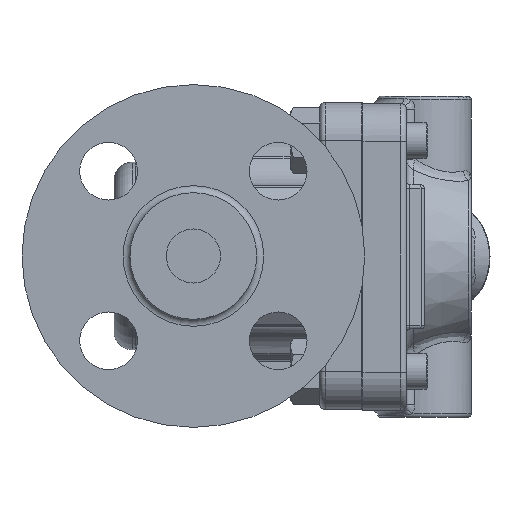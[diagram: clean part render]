
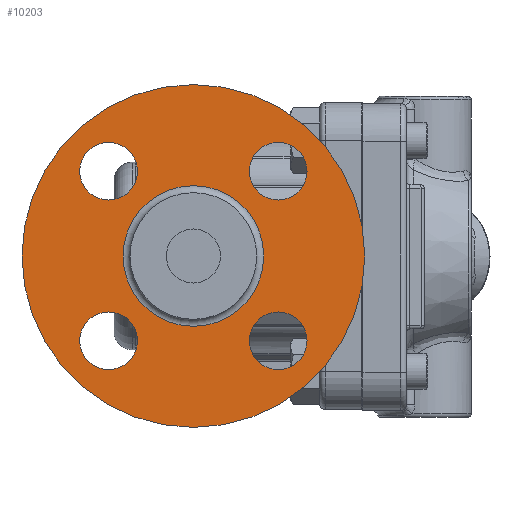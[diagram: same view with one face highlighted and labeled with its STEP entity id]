
A CAD part, left-side view. The second image highlights one B-rep face of the part: STEP entity #10203.
In plain terms, the highlighted planar face has unit normal (-1, 0, 0).
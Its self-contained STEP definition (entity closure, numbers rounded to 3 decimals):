
#745=FACE_BOUND('',#3308,.T.);
#746=FACE_BOUND('',#3309,.T.);
#747=FACE_BOUND('',#3310,.T.);
#748=FACE_BOUND('',#3311,.T.);
#749=FACE_BOUND('',#3312,.T.);
#2661=FACE_OUTER_BOUND('',#3307,.T.);
#3307=EDGE_LOOP('',(#9261));
#3308=EDGE_LOOP('',(#9262));
#3309=EDGE_LOOP('',(#9263));
#3310=EDGE_LOOP('',(#9264));
#3311=EDGE_LOOP('',(#9265));
#3312=EDGE_LOOP('',(#9266));
#3804=CIRCLE('',#11235,47.5);
#3806=CIRCLE('',#11239,8.);
#3808=CIRCLE('',#11242,8.);
#3810=CIRCLE('',#11245,8.);
#3812=CIRCLE('',#11248,8.);
#3814=CIRCLE('',#11251,19.486);
#4750=VERTEX_POINT('',#22885);
#4752=VERTEX_POINT('',#22893);
#4754=VERTEX_POINT('',#22899);
#4756=VERTEX_POINT('',#22905);
#4758=VERTEX_POINT('',#22911);
#4760=VERTEX_POINT('',#22917);
#6256=EDGE_CURVE('',#4750,#4750,#3804,.T.);
#6259=EDGE_CURVE('',#4752,#4752,#3806,.T.);
#6262=EDGE_CURVE('',#4754,#4754,#3808,.T.);
#6265=EDGE_CURVE('',#4756,#4756,#3810,.T.);
#6268=EDGE_CURVE('',#4758,#4758,#3812,.T.);
#6271=EDGE_CURVE('',#4760,#4760,#3814,.T.);
#9261=ORIENTED_EDGE('',*,*,#6256,.F.);
#9262=ORIENTED_EDGE('',*,*,#6259,.T.);
#9263=ORIENTED_EDGE('',*,*,#6262,.T.);
#9264=ORIENTED_EDGE('',*,*,#6265,.T.);
#9265=ORIENTED_EDGE('',*,*,#6268,.T.);
#9266=ORIENTED_EDGE('',*,*,#6271,.F.);
#9598=PLANE('',#11250);
#10203=ADVANCED_FACE('',(#2661,#745,#746,#747,#748,#749),#9598,.F.);
#11235=AXIS2_PLACEMENT_3D('',#22887,#13789,#13790);
#11239=AXIS2_PLACEMENT_3D('',#22894,#13798,#13799);
#11242=AXIS2_PLACEMENT_3D('',#22900,#13805,#13806);
#11245=AXIS2_PLACEMENT_3D('',#22906,#13812,#13813);
#11248=AXIS2_PLACEMENT_3D('',#22912,#13819,#13820);
#11250=AXIS2_PLACEMENT_3D('',#22916,#13824,#13825);
#11251=AXIS2_PLACEMENT_3D('',#22918,#13826,#13827);
#13789=DIRECTION('center_axis',(1.,0.,0.));
#13790=DIRECTION('ref_axis',(0.,0.,
-1.));
#13798=DIRECTION('center_axis',(1.,0.,0.));
#13799=DIRECTION('ref_axis',(0.,0.,
1.));
#13805=DIRECTION('center_axis',(1.,0.,0.));
#13806=DIRECTION('ref_axis',(0.,-1.,0.));
#13812=DIRECTION('center_axis',(1.,0.,0.));
#13813=DIRECTION('ref_axis',(0.,0.,
-1.));
#13819=DIRECTION('center_axis',(1.,0.,0.));
#13820=DIRECTION('ref_axis',(0.,1.,0.));
#13824=DIRECTION('center_axis',(1.,0.,0.));
#13825=DIRECTION('ref_axis',(0.,0.,
-1.));
#13826=DIRECTION('center_axis',(-1.,0.,0.));
#13827=DIRECTION('ref_axis',(0.,0.,
1.));
#22885=CARTESIAN_POINT('',(-91.706,10.202,49.388));
#22887=CARTESIAN_POINT('Origin',(-91.706,10.202,1.888));
#22893=CARTESIAN_POINT('',(-91.706,33.713,17.399));
#22894=CARTESIAN_POINT('Origin',(-91.706,33.713,25.399));
#22899=CARTESIAN_POINT('',(-91.706,-5.309,25.399));
#22900=CARTESIAN_POINT('Origin',(-91.706,-13.309,25.399));
#22905=CARTESIAN_POINT('',(-91.706,-13.309,-13.624));
#22906=CARTESIAN_POINT('Origin',(-91.706,-13.309,-21.624));
#22911=CARTESIAN_POINT('',(-91.706,25.713,-21.624));
#22912=CARTESIAN_POINT('Origin',(-91.706,33.713,-21.624));
#22916=CARTESIAN_POINT('Origin',(-91.706,10.202,1.888));
#22917=CARTESIAN_POINT('',(-91.706,10.202,-17.599));
#22918=CARTESIAN_POINT('Origin',(-91.706,10.202,1.888));
